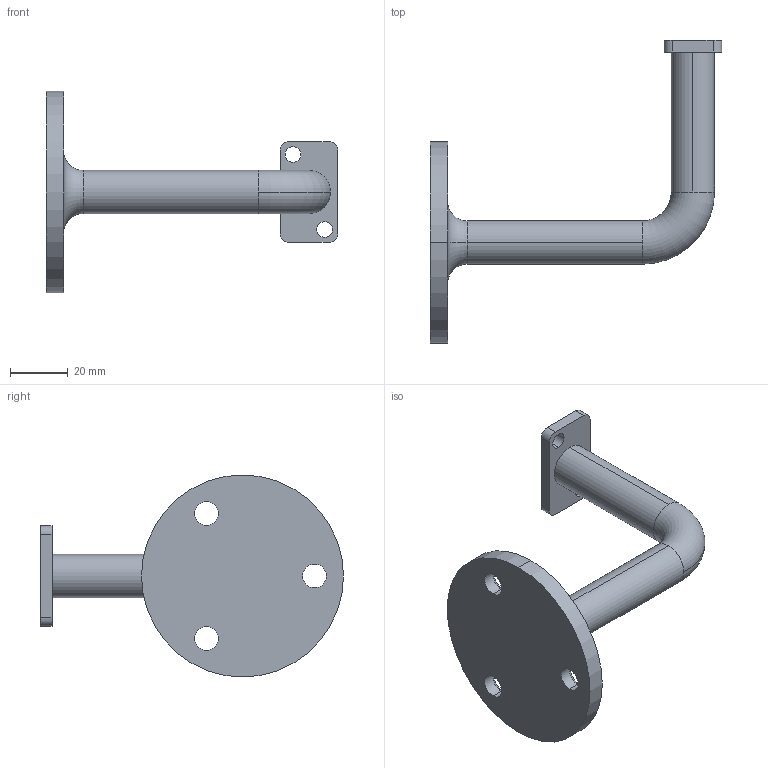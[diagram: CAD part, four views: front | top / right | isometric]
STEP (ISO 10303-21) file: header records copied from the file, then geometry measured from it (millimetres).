
FILE_DESCRIPTION (( 'STEP AP203' ), '1' );
FILE_NAME ('3D_GW2614_Flach_188673170.STEP', '2024-09-27T14:21:05', ( '' ), ( '' ), 'SwSTEP 2.0', 'SolidWorks 2024', '' );
FILE_SCHEMA (( 'CONFIG_CONTROL_DESIGN' ));
Length unit declared in the file: millimetre
Products named in the file (1): 3D_GW2614_Flach_188673170
Bounding box: 101 x 105 x 70 mm (x, y, z)
Volume: 31009.1 mm3; surface area: 23209.9 mm2
Topology: 1 solids, 1 shells, 45 faces, 112 edges, 72 vertices
Faces by surface type: cylinder 24, plane 9, torus 6, cone 6
Entity records: 1469 total; most frequent: DIRECTION 274, CARTESIAN_POINT 230, ORIENTED_EDGE 224, AXIS2_PLACEMENT_3D 116, EDGE_CURVE 112, VERTEX_POINT 72, CIRCLE 70, EDGE_LOOP 58
